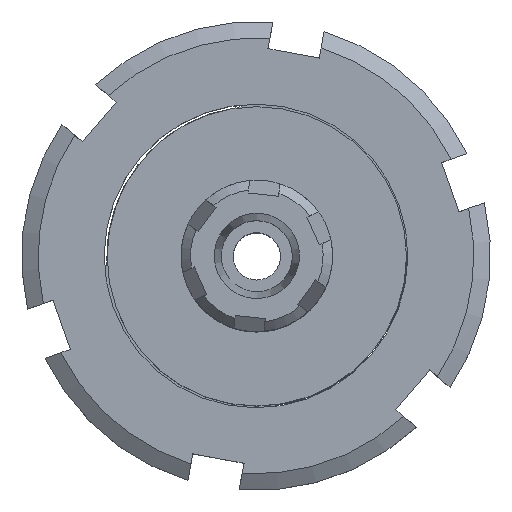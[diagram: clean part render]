
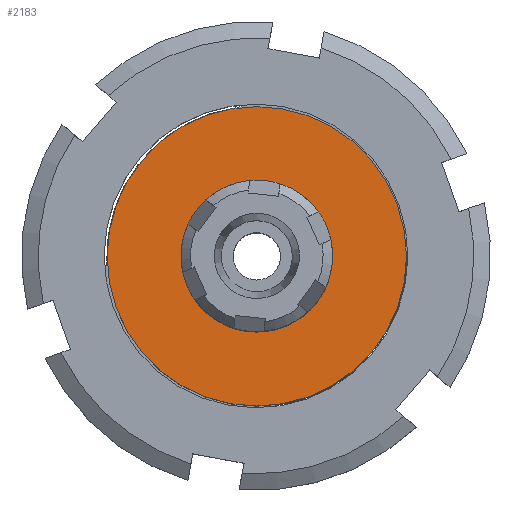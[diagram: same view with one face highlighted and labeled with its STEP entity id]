
A CAD part, top view. The second image highlights one B-rep face of the part: STEP entity #2183.
In plain terms, the highlighted planar face has unit normal (0, 0, 1).
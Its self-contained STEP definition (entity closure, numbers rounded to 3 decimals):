
#136 = CARTESIAN_POINT ( 'NONE',  ( 0., 15.8, 0. ) ) ;
#163 = DIRECTION ( 'NONE',  ( 0., 0., 1. ) ) ;
#596 = EDGE_CURVE ( 'NONE', #4316, #4316, #6529, .T. ) ;
#633 = AXIS2_PLACEMENT_3D ( 'NONE', #2290, #2887, #3915 ) ;
#1587 = AXIS2_PLACEMENT_3D ( 'NONE', #6165, #163, #2371 ) ;
#2183 = ADVANCED_FACE ( 'NONE', ( #4593, #6895 ), #4999, .F. ) ;
#2290 = CARTESIAN_POINT ( 'NONE',  ( 0., 0., 0. ) ) ;
#2371 = DIRECTION ( 'NONE',  ( 0., -1., 0. ) ) ;
#2496 = CIRCLE ( 'NONE', #633, 15.8 ) ;
#2728 = AXIS2_PLACEMENT_3D ( 'NONE', #136, #6168, #5089 ) ;
#2782 = EDGE_CURVE ( 'NONE', #5405, #5405, #2496, .T. ) ;
#2801 = EDGE_LOOP ( 'NONE', ( #3934 ) ) ;
#2887 = DIRECTION ( 'NONE',  ( 0., 0., 1. ) ) ;
#3079 = EDGE_LOOP ( 'NONE', ( #5866 ) ) ;
#3915 = DIRECTION ( 'NONE',  ( 0., -1., 0. ) ) ;
#3934 = ORIENTED_EDGE ( 'NONE', *, *, #596, .F. ) ;
#4316 = VERTEX_POINT ( 'NONE', #5556 ) ;
#4593 = FACE_BOUND ( 'NONE', #2801, .T. ) ;
#4999 = PLANE ( 'NONE',  #2728 ) ;
#5089 = DIRECTION ( 'NONE',  ( 0., 1., 0. ) ) ;
#5405 = VERTEX_POINT ( 'NONE', #6062 ) ;
#5556 = CARTESIAN_POINT ( 'NONE',  ( 0., -8., 0. ) ) ;
#5866 = ORIENTED_EDGE ( 'NONE', *, *, #2782, .T. ) ;
#6062 = CARTESIAN_POINT ( 'NONE',  ( 0., -15.8, 0. ) ) ;
#6165 = CARTESIAN_POINT ( 'NONE',  ( 0., 0., 0. ) ) ;
#6168 = DIRECTION ( 'NONE',  ( 0., 0., -1. ) ) ;
#6529 = CIRCLE ( 'NONE', #1587, 8. ) ;
#6895 = FACE_OUTER_BOUND ( 'NONE', #3079, .T. ) ;
